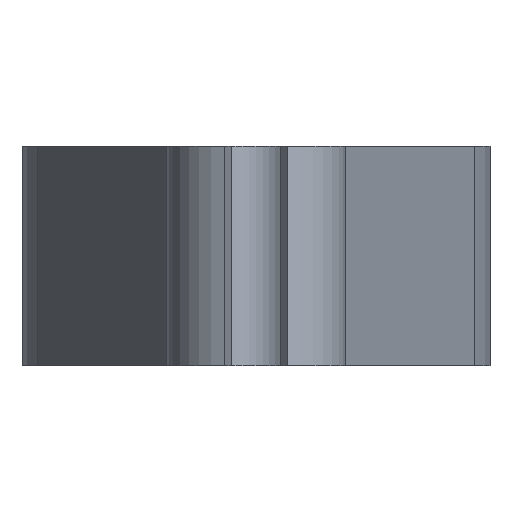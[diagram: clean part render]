
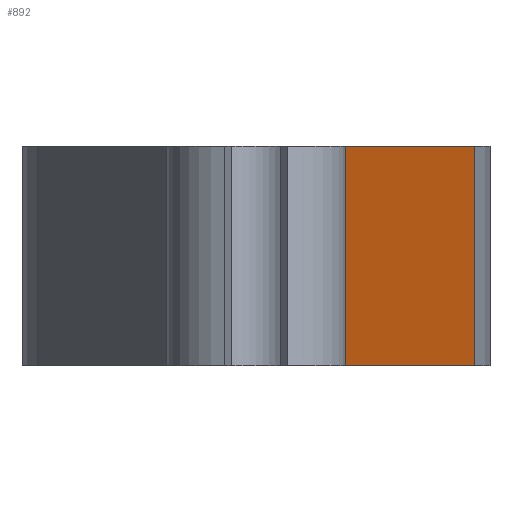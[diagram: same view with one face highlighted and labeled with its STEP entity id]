
A CAD part, left-side view. The second image highlights one B-rep face of the part: STEP entity #892.
In plain terms, the highlighted planar face has unit normal (-0.365, -0.931, 0).
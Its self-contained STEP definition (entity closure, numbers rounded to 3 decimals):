
#112=FACE_OUTER_BOUND('',#159,.T.);
#159=EDGE_LOOP('',(#771,#772,#773,#774));
#186=LINE('',#1318,#279);
#205=LINE('',#1386,#298);
#226=LINE('',#1455,#319);
#254=LINE('',#1516,#347);
#279=VECTOR('',#1054,10.);
#298=VECTOR('',#1119,10.);
#319=VECTOR('',#1184,10.);
#347=VECTOR('',#1250,10.);
#367=VERTEX_POINT('',#1314);
#368=VERTEX_POINT('',#1316);
#393=VERTEX_POINT('',#1383);
#394=VERTEX_POINT('',#1385);
#462=EDGE_CURVE('',#367,#368,#186,.T.);
#494=EDGE_CURVE('',#393,#394,#205,.T.);
#530=EDGE_CURVE('',#367,#393,#226,.T.);
#561=EDGE_CURVE('',#394,#368,#254,.T.);
#771=ORIENTED_EDGE('',*,*,#462,.T.);
#772=ORIENTED_EDGE('',*,*,#561,.F.);
#773=ORIENTED_EDGE('',*,*,#494,.F.);
#774=ORIENTED_EDGE('',*,*,#530,.F.);
#847=PLANE('',#996);
#892=ADVANCED_FACE('',(#112),#847,.T.);
#996=AXIS2_PLACEMENT_3D('',#1515,#1248,#1249);
#1054=DIRECTION('',(0.,0.,1.));
#1119=DIRECTION('',(0.,0.,1.));
#1184=DIRECTION('',(-0.931,0.365,0.));
#1248=DIRECTION('center_axis',(-0.365,-0.931,0.));
#1249=DIRECTION('ref_axis',(0.931,-0.365,0.));
#1250=DIRECTION('',(0.931,-0.365,0.));
#1314=CARTESIAN_POINT('',(9.012,-7.967,-4.));
#1316=CARTESIAN_POINT('',(9.012,-7.967,4.));
#1318=CARTESIAN_POINT('',(9.012,-7.967,0.));
#1383=CARTESIAN_POINT('',(-5.437,-2.298,-4.));
#1385=CARTESIAN_POINT('',(-5.437,-2.298,4.));
#1386=CARTESIAN_POINT('',(-5.437,-2.298,0.));
#1455=CARTESIAN_POINT('',(-5.437,-2.298,-4.));
#1515=CARTESIAN_POINT('Origin',(-5.437,-2.298,0.));
#1516=CARTESIAN_POINT('',(-5.437,-2.298,4.));
